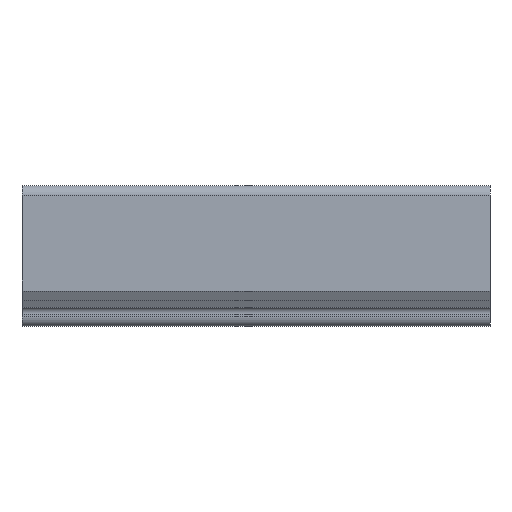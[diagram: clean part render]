
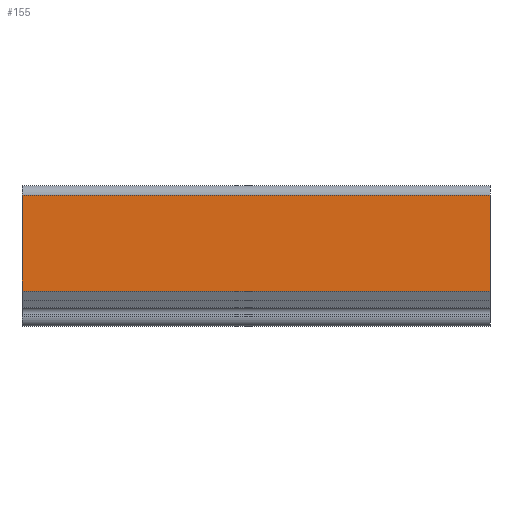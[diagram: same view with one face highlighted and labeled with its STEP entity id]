
A CAD part, left-side view. The second image highlights one B-rep face of the part: STEP entity #155.
In plain terms, the highlighted planar face has unit normal (-1, 0, 0).
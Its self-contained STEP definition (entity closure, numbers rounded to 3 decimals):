
#155 = ADVANCED_FACE( '', ( #345 ), #346, .F. );
#345 = FACE_OUTER_BOUND( '', #567, .T. );
#346 = PLANE( '', #568 );
#567 = EDGE_LOOP( '', ( #997, #998, #999, #1000 ) );
#568 = AXIS2_PLACEMENT_3D( '', #1001, #1002, #1003 );
#997 = ORIENTED_EDGE( '', *, *, #1562, .T. );
#998 = ORIENTED_EDGE( '', *, *, #1492, .F. );
#999 = ORIENTED_EDGE( '', *, *, #1474, .F. );
#1000 = ORIENTED_EDGE( '', *, *, #1553, .T. );
#1001 = CARTESIAN_POINT( '', ( -11.25, 100., -7.5 ) );
#1002 = DIRECTION( '', ( 1., 0., 0. ) );
#1003 = DIRECTION( '', ( 0., 0., -1. ) );
#1474 = EDGE_CURVE( '', #1827, #1732, #1829, .T. );
#1492 = EDGE_CURVE( '', #1732, #1851, #1855, .T. );
#1553 = EDGE_CURVE( '', #1827, #1939, #1941, .T. );
#1562 = EDGE_CURVE( '', #1939, #1851, #1953, .T. );
#1732 = VERTEX_POINT( '', #2166 );
#1827 = VERTEX_POINT( '', #2288 );
#1829 = LINE( '', #2291, #2292 );
#1851 = VERTEX_POINT( '', #2323 );
#1855 = LINE( '', #2328, #2329 );
#1939 = VERTEX_POINT( '', #2446 );
#1941 = LINE( '', #2449, #2450 );
#1953 = LINE( '', #2466, #2467 );
#2166 = CARTESIAN_POINT( '', ( -11.25, 100., 13. ) );
#2288 = CARTESIAN_POINT( '', ( -11.25, 100., -7.5 ) );
#2291 = CARTESIAN_POINT( '', ( -11.25, 100., -7.5 ) );
#2292 = VECTOR( '', #2790, 1000. );
#2323 = CARTESIAN_POINT( '', ( -11.25, 0., 13. ) );
#2328 = CARTESIAN_POINT( '', ( -11.25, 100., 13. ) );
#2329 = VECTOR( '', #2807, 1000. );
#2446 = CARTESIAN_POINT( '', ( -11.25, 0., -7.5 ) );
#2449 = CARTESIAN_POINT( '', ( -11.25, 100., -7.5 ) );
#2450 = VECTOR( '', #2866, 1000. );
#2466 = CARTESIAN_POINT( '', ( -11.25, 0., -7.5 ) );
#2467 = VECTOR( '', #2874, 1000. );
#2790 = DIRECTION( '', ( 0., 0., 1. ) );
#2807 = DIRECTION( '', ( 0., -1., 0. ) );
#2866 = DIRECTION( '', ( 0., -1., 0. ) );
#2874 = DIRECTION( '', ( 0., 0., 1. ) );
